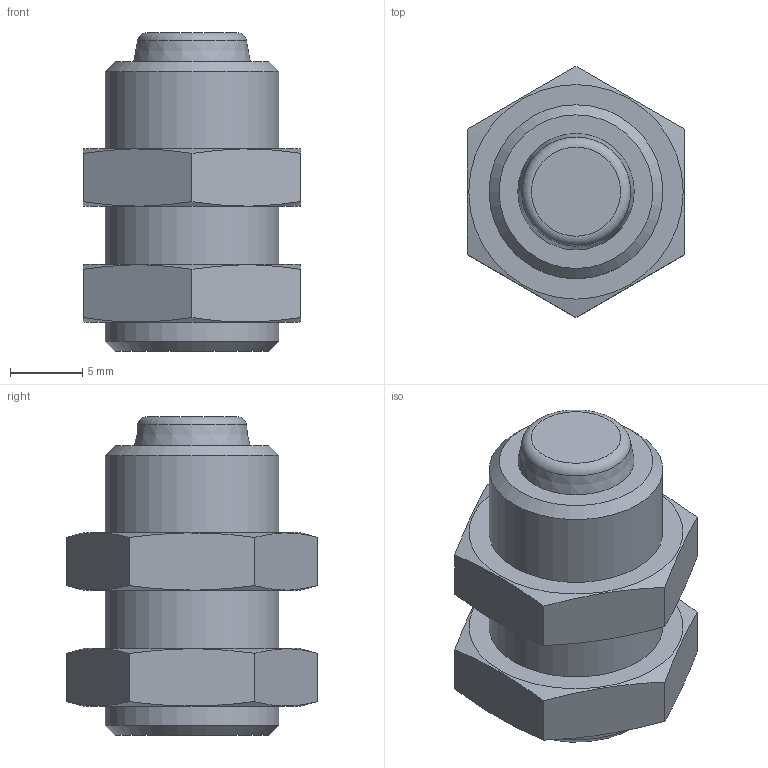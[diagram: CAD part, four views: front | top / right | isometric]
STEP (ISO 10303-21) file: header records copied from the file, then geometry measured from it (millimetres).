
FILE_DESCRIPTION(/* description */ ('STEP AP214'),/* implementation_level */ '2;1');
FILE_NAME(/* name */ '1153004_DYEF-S-M12-Y1',/* time_stamp */ '2024-08-23T15:49:11+02:00',/* author */ ('License CC BY-ND 4.0'),/* organization */ ('CADENAS'),/* preprocessor_version */ 'ST-DEVELOPER v19.3',/* originating_system */ 'PARTsolutions',/* authorisation */ ' ');
FILE_SCHEMA (('AUTOMOTIVE_DESIGN {1 0 10303 214 3 1 1}'));
Length unit declared in the file: millimetre
Products named in the file (3): 1153004 DYEF-S-M12-Y1; 1184683 DYEF-S-M12-Y1; 348987 SPZ-20 M12X1-4-15
Assembly tree (3 placements, depth 2):
  1153004 DYEF-S-M12-Y1
    1184683 DYEF-S-M12-Y1
    348987 SPZ-20 M12X1-4-15  x2
Bounding box: 15 x 17.32 x 22 mm (x, y, z)
Volume: 3068.9 mm3; surface area: 2055.8 mm2
Topology: 3 solids, 3 shells, 47 faces, 107 edges, 67 vertices
Faces by surface type: plane 31, cone 12, cylinder 3, torus 1
Full cylindrical faces by diameter (mm): 10.917 x2, 12 x1
Entity records: 955 total; most frequent: CARTESIAN_POINT 191, DIRECTION 144, ORIENTED_EDGE 122, EDGE_CURVE 61, AXIS2_PLACEMENT_3D 57, FACE_BOUND 49, EDGE_LOOP 48, VERTEX_POINT 44
